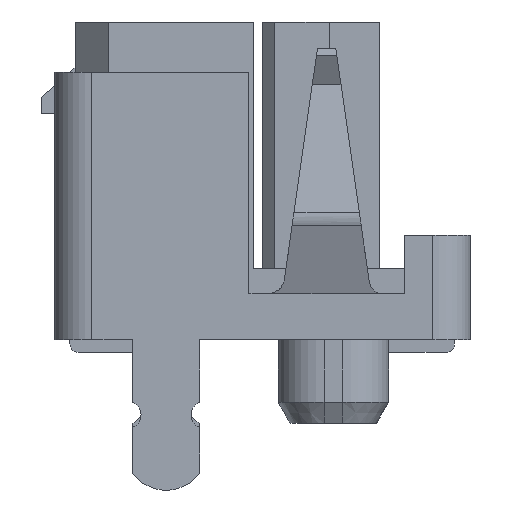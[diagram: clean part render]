
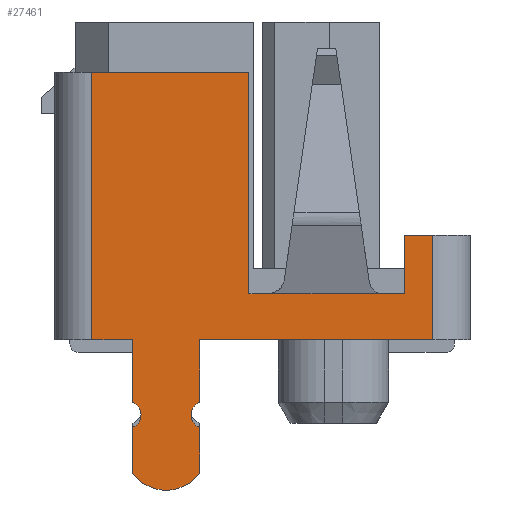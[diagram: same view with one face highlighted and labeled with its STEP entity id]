
A CAD part, left-side view. The second image highlights one B-rep face of the part: STEP entity #27461.
In plain terms, the highlighted planar face has unit normal (-1, 0, 0).
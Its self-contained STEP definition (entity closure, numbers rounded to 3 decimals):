
#5488 = VERTEX_POINT('',#5489);
#5489 = CARTESIAN_POINT('',(-7.575,-1.93,0.17));
#5496 = EDGE_CURVE('',#5497,#5488,#5499,.T.);
#5497 = VERTEX_POINT('',#5498);
#5498 = CARTESIAN_POINT('',(-7.575,0.86,0.17));
#5499 = LINE('',#5500,#5501);
#5500 = CARTESIAN_POINT('',(-7.575,2.15,0.17));
#5501 = VECTOR('',#5502,1.);
#5502 = DIRECTION('',(0.,-1.,0.));
#5521 = VERTEX_POINT('',#5522);
#5522 = CARTESIAN_POINT('',(-7.575,1.66,0.17));
#5528 = EDGE_CURVE('',#5529,#5521,#5531,.T.);
#5529 = VERTEX_POINT('',#5530);
#5530 = CARTESIAN_POINT('',(-7.575,2.15,0.17));
#5531 = LINE('',#5532,#5533);
#5532 = CARTESIAN_POINT('',(-7.575,2.15,0.17));
#5533 = VECTOR('',#5534,1.);
#5534 = DIRECTION('',(0.,-1.,0.));
#27441 = VERTEX_POINT('',#27442);
#27442 = CARTESIAN_POINT('',(-7.575,-1.93,1.42));
#27449 = EDGE_CURVE('',#27441,#5488,#27450,.T.);
#27450 = LINE('',#27451,#27452);
#27451 = CARTESIAN_POINT('',(-7.575,-1.93,3.37));
#27452 = VECTOR('',#27453,1.);
#27453 = DIRECTION('',(-0.,0.,-1.));
#27461 = ADVANCED_FACE('',(#27462),#27586,.F.);
#27462 = FACE_BOUND('',#27463,.T.);
#27463 = EDGE_LOOP('',(#27464,#27472,#27480,#27488,#27496,#27504,#27512,
    #27520,#27526,#27527,#27535,#27544,#27552,#27561,#27569,#27578,
    #27584,#27585));
#27464 = ORIENTED_EDGE('',*,*,#27465,.F.);
#27465 = EDGE_CURVE('',#27466,#27441,#27468,.T.);
#27466 = VERTEX_POINT('',#27467);
#27467 = CARTESIAN_POINT('',(-7.575,-1.59,1.42));
#27468 = LINE('',#27469,#27470);
#27469 = CARTESIAN_POINT('',(-7.575,2.15,1.42));
#27470 = VECTOR('',#27471,1.);
#27471 = DIRECTION('',(0.,-1.,0.));
#27472 = ORIENTED_EDGE('',*,*,#27473,.T.);
#27473 = EDGE_CURVE('',#27466,#27474,#27476,.T.);
#27474 = VERTEX_POINT('',#27475);
#27475 = CARTESIAN_POINT('',(-7.575,-1.59,0.72));
#27476 = LINE('',#27477,#27478);
#27477 = CARTESIAN_POINT('',(-7.575,-1.59,1.42));
#27478 = VECTOR('',#27479,1.);
#27479 = DIRECTION('',(0.,0.,-1.));
#27480 = ORIENTED_EDGE('',*,*,#27481,.T.);
#27481 = EDGE_CURVE('',#27474,#27482,#27484,.T.);
#27482 = VERTEX_POINT('',#27483);
#27483 = CARTESIAN_POINT('',(-7.575,-1.337,0.72));
#27484 = LINE('',#27485,#27486);
#27485 = CARTESIAN_POINT('',(-7.575,-1.59,0.72));
#27486 = VECTOR('',#27487,1.);
#27487 = DIRECTION('',(0.,1.,0.));
#27488 = ORIENTED_EDGE('',*,*,#27489,.T.);
#27489 = EDGE_CURVE('',#27482,#27490,#27492,.T.);
#27490 = VERTEX_POINT('',#27491);
#27491 = CARTESIAN_POINT('',(-7.575,0.043,0.72));
#27492 = LINE('',#27493,#27494);
#27493 = CARTESIAN_POINT('',(-7.575,-1.34,0.72));
#27494 = VECTOR('',#27495,1.);
#27495 = DIRECTION('',(-0.,1.,0.));
#27496 = ORIENTED_EDGE('',*,*,#27497,.T.);
#27497 = EDGE_CURVE('',#27490,#27498,#27500,.T.);
#27498 = VERTEX_POINT('',#27499);
#27499 = CARTESIAN_POINT('',(-7.575,0.27,0.72));
#27500 = LINE('',#27501,#27502);
#27501 = CARTESIAN_POINT('',(-7.575,-1.59,0.72));
#27502 = VECTOR('',#27503,1.);
#27503 = DIRECTION('',(0.,1.,0.));
#27504 = ORIENTED_EDGE('',*,*,#27505,.T.);
#27505 = EDGE_CURVE('',#27498,#27506,#27508,.T.);
#27506 = VERTEX_POINT('',#27507);
#27507 = CARTESIAN_POINT('',(-7.575,0.27,3.37));
#27508 = LINE('',#27509,#27510);
#27509 = CARTESIAN_POINT('',(-7.575,0.27,0.72));
#27510 = VECTOR('',#27511,1.);
#27511 = DIRECTION('',(0.,0.,1.));
#27512 = ORIENTED_EDGE('',*,*,#27513,.F.);
#27513 = EDGE_CURVE('',#27514,#27506,#27516,.T.);
#27514 = VERTEX_POINT('',#27515);
#27515 = CARTESIAN_POINT('',(-7.575,2.15,3.37));
#27516 = LINE('',#27517,#27518);
#27517 = CARTESIAN_POINT('',(-7.575,2.15,3.37));
#27518 = VECTOR('',#27519,1.);
#27519 = DIRECTION('',(0.,-1.,0.));
#27520 = ORIENTED_EDGE('',*,*,#27521,.T.);
#27521 = EDGE_CURVE('',#27514,#5529,#27522,.T.);
#27522 = LINE('',#27523,#27524);
#27523 = CARTESIAN_POINT('',(-7.575,2.15,3.37));
#27524 = VECTOR('',#27525,1.);
#27525 = DIRECTION('',(-0.,0.,-1.));
#27526 = ORIENTED_EDGE('',*,*,#5528,.T.);
#27527 = ORIENTED_EDGE('',*,*,#27528,.F.);
#27528 = EDGE_CURVE('',#27529,#5521,#27531,.T.);
#27529 = VERTEX_POINT('',#27530);
#27530 = CARTESIAN_POINT('',(-7.575,1.66,-0.58));
#27531 = LINE('',#27532,#27533);
#27532 = CARTESIAN_POINT('',(-7.575,1.66,-0.58));
#27533 = VECTOR('',#27534,1.);
#27534 = DIRECTION('',(0.,0.,1.));
#27535 = ORIENTED_EDGE('',*,*,#27536,.T.);
#27536 = EDGE_CURVE('',#27529,#27537,#27539,.T.);
#27537 = VERTEX_POINT('',#27538);
#27538 = CARTESIAN_POINT('',(-7.575,1.66,-0.88));
#27539 = CIRCLE('',#27540,0.163);
#27540 = AXIS2_PLACEMENT_3D('',#27541,#27542,#27543);
#27541 = CARTESIAN_POINT('',(-7.575,1.723,-0.73));
#27542 = DIRECTION('',(1.,-0.,0.));
#27543 = DIRECTION('',(0.,1.,0.));
#27544 = ORIENTED_EDGE('',*,*,#27545,.F.);
#27545 = EDGE_CURVE('',#27546,#27537,#27548,.T.);
#27546 = VERTEX_POINT('',#27547);
#27547 = CARTESIAN_POINT('',(-7.575,1.66,-1.43));
#27548 = LINE('',#27549,#27550);
#27549 = CARTESIAN_POINT('',(-7.575,1.66,-1.43));
#27550 = VECTOR('',#27551,1.);
#27551 = DIRECTION('',(0.,0.,1.));
#27552 = ORIENTED_EDGE('',*,*,#27553,.F.);
#27553 = EDGE_CURVE('',#27554,#27546,#27556,.T.);
#27554 = VERTEX_POINT('',#27555);
#27555 = CARTESIAN_POINT('',(-7.575,0.86,-1.43));
#27556 = CIRCLE('',#27557,0.5);
#27557 = AXIS2_PLACEMENT_3D('',#27558,#27559,#27560);
#27558 = CARTESIAN_POINT('',(-7.575,1.26,-1.13));
#27559 = DIRECTION('',(1.,-0.,0.));
#27560 = DIRECTION('',(0.,1.,0.));
#27561 = ORIENTED_EDGE('',*,*,#27562,.F.);
#27562 = EDGE_CURVE('',#27563,#27554,#27565,.T.);
#27563 = VERTEX_POINT('',#27564);
#27564 = CARTESIAN_POINT('',(-7.575,0.86,-0.88));
#27565 = LINE('',#27566,#27567);
#27566 = CARTESIAN_POINT('',(-7.575,0.86,-0.88));
#27567 = VECTOR('',#27568,1.);
#27568 = DIRECTION('',(0.,0.,-1.));
#27569 = ORIENTED_EDGE('',*,*,#27570,.T.);
#27570 = EDGE_CURVE('',#27563,#27571,#27573,.T.);
#27571 = VERTEX_POINT('',#27572);
#27572 = CARTESIAN_POINT('',(-7.575,0.86,-0.58));
#27573 = CIRCLE('',#27574,0.163);
#27574 = AXIS2_PLACEMENT_3D('',#27575,#27576,#27577);
#27575 = CARTESIAN_POINT('',(-7.575,0.798,-0.73));
#27576 = DIRECTION('',(1.,-0.,0.));
#27577 = DIRECTION('',(0.,1.,0.));
#27578 = ORIENTED_EDGE('',*,*,#27579,.F.);
#27579 = EDGE_CURVE('',#5497,#27571,#27580,.T.);
#27580 = LINE('',#27581,#27582);
#27581 = CARTESIAN_POINT('',(-7.575,0.86,0.17));
#27582 = VECTOR('',#27583,1.);
#27583 = DIRECTION('',(0.,0.,-1.));
#27584 = ORIENTED_EDGE('',*,*,#5496,.T.);
#27585 = ORIENTED_EDGE('',*,*,#27449,.F.);
#27586 = PLANE('',#27587);
#27587 = AXIS2_PLACEMENT_3D('',#27588,#27589,#27590);
#27588 = CARTESIAN_POINT('',(-7.575,2.15,3.37));
#27589 = DIRECTION('',(1.,0.,0.));
#27590 = DIRECTION('',(0.,1.,0.));
